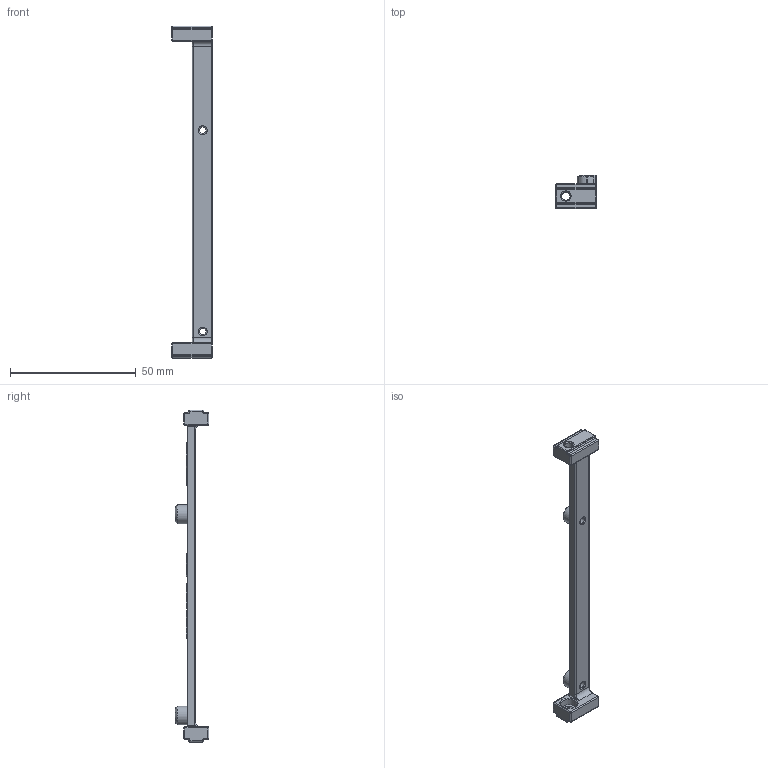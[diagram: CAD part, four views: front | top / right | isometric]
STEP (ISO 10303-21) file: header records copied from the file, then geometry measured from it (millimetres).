
FILE_DESCRIPTION(/* description */ (''),/* implementation_level */ '2;1');
FILE_NAME(/* name */ 'B-Bracket_Fysetc_S6_4-R.stp',/* time_stamp */ '2020-10-14T15:13:39-07:00',/* author */ (''),/* organization */ (''),/* preprocessor_version */ 'ST-DEVELOPER v18.1',/* originating_system */ 'Autodesk Translation Framework v9.3.0.1241',/* authorisation */ '');
FILE_SCHEMA (('AUTOMOTIVE_DESIGN { 1 0 10303 214 3 1 1 }'));
Length unit declared in the file: millimetre
Products named in the file (1): Fysetc S6 Mount
Bounding box: 16 x 13.35 x 132 mm (x, y, z)
Volume: 4815.1 mm3; surface area: 4287.1 mm2
Topology: 1 solids, 1 shells, 395 faces, 1038 edges, 651 vertices
Faces by surface type: bspline 138, plane 120, cylinder 85, sphere 24, torus 22, cone 6
Full cylindrical faces by diameter (mm): 2.7 x2, 3.4 x2, 6.5 x2
Entity records: 13582 total; most frequent: CARTESIAN_POINT 4635, ORIENTED_EDGE 2072, DIRECTION 1487, EDGE_CURVE 1036, VERTEX_POINT 651, LINE 531, VECTOR 531, AXIS2_PLACEMENT_3D 478
